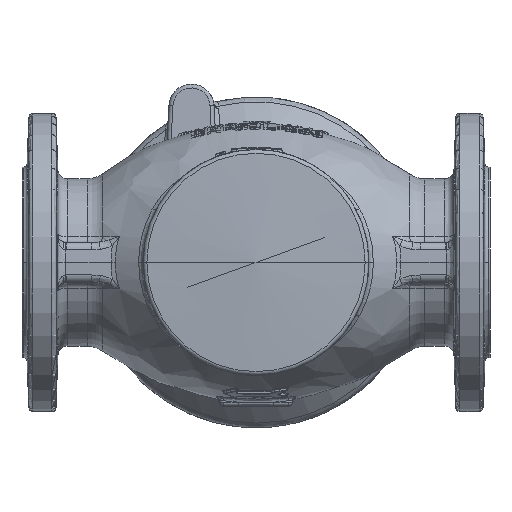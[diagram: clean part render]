
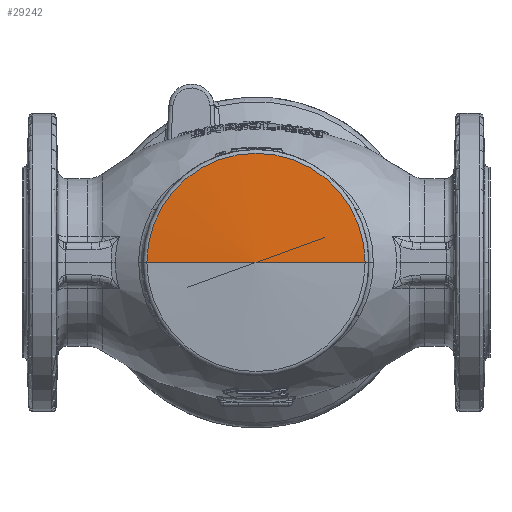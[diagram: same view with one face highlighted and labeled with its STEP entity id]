
A CAD part, front view. The second image highlights one B-rep face of the part: STEP entity #29242.
In plain terms, the highlighted conical face has half-angle 87 degrees and reference radius 34.492 mm.
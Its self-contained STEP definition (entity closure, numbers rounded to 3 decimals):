
#8350=DIRECTION('',(-0.999,-0.052,0.));
#8351=VECTOR('',#8350,67.724);
#8352=CARTESIAN_POINT('',(67.631,-88.8,0.));
#8353=LINE('',#8352,#8351);
#8354=DIRECTION('',(0.999,-0.052,0.));
#8355=VECTOR('',#8354,67.724);
#8356=CARTESIAN_POINT('',(-67.631,-88.8,0.));
#8357=LINE('',#8356,#8355);
#8358=CARTESIAN_POINT('',(0.,-88.8,0.));
#8359=DIRECTION('',(0.,-1.,0.));
#8360=DIRECTION('',(1.,0.,0.));
#8361=AXIS2_PLACEMENT_3D('',#8358,#8359,#8360);
#16941=CARTESIAN_POINT('',(67.631,-88.8,0.));
#16943=VERTEX_POINT('',#16941);
#16945=CARTESIAN_POINT('',(-67.631,-88.8,0.));
#16947=VERTEX_POINT('',#16945);
#16956=CARTESIAN_POINT('',(0.,-92.344,0.));
#16957=VERTEX_POINT('',#16956);
#29232=CARTESIAN_POINT('',(0.,-90.537,0.));
#29233=DIRECTION('',(0.,1.,0.));
#29234=DIRECTION('',(-1.,0.,0.));
#29235=AXIS2_PLACEMENT_3D('',#29232,#29233,#29234);
#29236=CONICAL_SURFACE('',#29235,34.492,87.);
#29237=ORIENTED_EDGE('',*,*,#29224,.T.);
#29238=ORIENTED_EDGE('',*,*,#29227,.F.);
#29239=ORIENTED_EDGE('',*,*,#29198,.F.);
#29240=EDGE_LOOP('',(#29237,#29238,#29239));
#29241=FACE_OUTER_BOUND('',#29240,.F.);
#29242=ADVANCED_FACE('',(#29241),#29236,.T.);
#8362=CIRCLE('',#8361,67.631);
#29198=EDGE_CURVE('',#16943,#16947,#8362,.T.);
#29224=EDGE_CURVE('',#16943,#16957,#8353,.T.);
#29227=EDGE_CURVE('',#16947,#16957,#8357,.T.);
